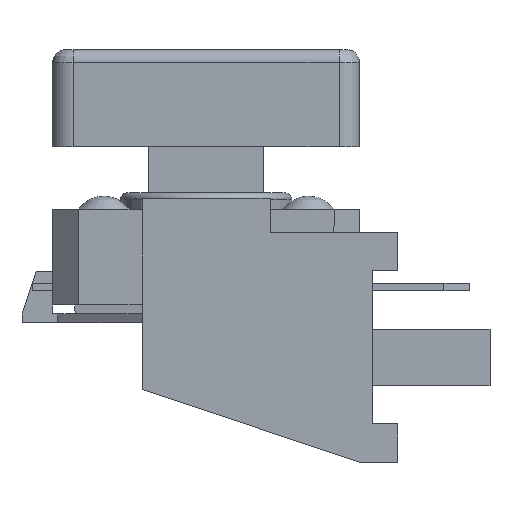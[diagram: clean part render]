
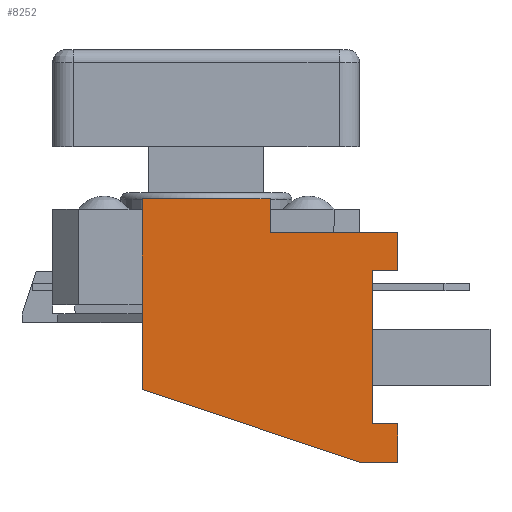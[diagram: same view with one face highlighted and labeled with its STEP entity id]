
A CAD part, front view. The second image highlights one B-rep face of the part: STEP entity #8252.
In plain terms, the highlighted planar face has unit normal (0, -1, 0).
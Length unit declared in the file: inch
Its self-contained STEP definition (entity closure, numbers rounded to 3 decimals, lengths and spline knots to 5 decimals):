
#7259=CARTESIAN_POINT('',(0.25591,-0.25787,0.11722));
#7260=VERTEX_POINT('',#7259);
#7267=CARTESIAN_POINT('',(0.25591,-0.25787,-0.119));
#7268=VERTEX_POINT('',#7267);
#7269=CARTESIAN_POINT('',(0.25591,-0.25787,-0.119));
#7270=DIRECTION('',(0.0,0.0,1.0));
#7271=VECTOR('',#7270,0.23622);
#7272=LINE('',#7269,#7271);
#7273=EDGE_CURVE('',#7268,#7260,#7272,.T.);
#7592=CARTESIAN_POINT('',(-0.09843,-0.25787,-0.06585));
#7593=VERTEX_POINT('',#7592);
#7600=CARTESIAN_POINT('',(-0.09843,-0.25787,0.22746));
#7601=VERTEX_POINT('',#7600);
#7602=CARTESIAN_POINT('',(-0.09843,-0.25787,0.22746));
#7603=DIRECTION('',(0.0,0.0,-1.0));
#7604=VECTOR('',#7603,0.29331);
#7605=LINE('',#7602,#7604);
#7606=EDGE_CURVE('',#7601,#7593,#7605,.T.);
#7683=CARTESIAN_POINT('',(0.09843,-0.25787,0.22746));
#7684=VERTEX_POINT('',#7683);
#7700=CARTESIAN_POINT('',(-0.09843,-0.25787,0.22746));
#7701=DIRECTION('',(1.0,0.0,0.0));
#7702=VECTOR('',#7701,0.19685);
#7703=LINE('',#7700,#7702);
#7704=EDGE_CURVE('',#7601,#7684,#7703,.T.);
#7731=CARTESIAN_POINT('',(0.09843,-0.25787,0.17628));
#7732=VERTEX_POINT('',#7731);
#7733=CARTESIAN_POINT('',(0.09843,-0.25787,0.17628));
#7734=DIRECTION('',(0.0,0.0,1.0));
#7735=VECTOR('',#7734,0.05118);
#7736=LINE('',#7733,#7735);
#7737=EDGE_CURVE('',#7732,#7684,#7736,.T.);
#8138=CARTESIAN_POINT('',(0.29528,-0.25787,-0.119));
#8139=VERTEX_POINT('',#8138);
#8140=CARTESIAN_POINT('',(0.29528,-0.25787,-0.119));
#8141=DIRECTION('',(-1.0,0.0,0.0));
#8142=VECTOR('',#8141,0.03937);
#8143=LINE('',#8140,#8142);
#8144=EDGE_CURVE('',#8139,#7268,#8143,.T.);
#8184=CARTESIAN_POINT('',(0.29528,-0.25787,0.11722));
#8185=VERTEX_POINT('',#8184);
#8186=CARTESIAN_POINT('',(0.25591,-0.25787,0.11722));
#8187=DIRECTION('',(1.0,0.0,0.0));
#8188=VECTOR('',#8187,0.03937);
#8189=LINE('',#8186,#8188);
#8190=EDGE_CURVE('',#7260,#8185,#8189,.T.);
#8203=CARTESIAN_POINT('',(0.31496,-0.25787,0.24773));
#8204=DIRECTION('',(0.0,-1.0,0.0));
#8205=DIRECTION('',(0.0,0.0,-1.0));
#8206=AXIS2_PLACEMENT_3D('',#8203,#8204,#8205);
#8207=PLANE('',#8206);
#8208=ORIENTED_EDGE('',*,*,#8144,.T.);
#8209=ORIENTED_EDGE('',*,*,#7273,.T.);
#8210=ORIENTED_EDGE('',*,*,#8190,.T.);
#8211=CARTESIAN_POINT('',(0.29528,-0.25787,0.17628));
#8212=VERTEX_POINT('',#8211);
#8213=CARTESIAN_POINT('',(0.29528,-0.25787,0.17628));
#8214=DIRECTION('',(0.0,0.0,-1.0));
#8215=VECTOR('',#8214,0.05906);
#8216=LINE('',#8213,#8215);
#8217=EDGE_CURVE('',#8212,#8185,#8216,.T.);
#8218=ORIENTED_EDGE('',*,*,#8217,.F.);
#8219=CARTESIAN_POINT('',(0.29528,-0.25787,0.17628));
#8220=DIRECTION('',(-1.0,0.0,0.0));
#8221=VECTOR('',#8220,0.19685);
#8222=LINE('',#8219,#8221);
#8223=EDGE_CURVE('',#8212,#7732,#8222,.T.);
#8224=ORIENTED_EDGE('',*,*,#8223,.T.);
#8225=ORIENTED_EDGE('',*,*,#7737,.T.);
#8226=ORIENTED_EDGE('',*,*,#7704,.F.);
#8227=ORIENTED_EDGE('',*,*,#7606,.T.);
#8228=CARTESIAN_POINT('',(0.23622,-0.25787,-0.17805));
#8229=VERTEX_POINT('',#8228);
#8230=CARTESIAN_POINT('',(-0.09843,-0.25787,-0.06585));
#8231=DIRECTION('',(0.948,0.,-0.318));
#8232=VECTOR('',#8231,0.35296);
#8233=LINE('',#8230,#8232);
#8234=EDGE_CURVE('',#7593,#8229,#8233,.T.);
#8235=ORIENTED_EDGE('',*,*,#8234,.T.);
#8236=CARTESIAN_POINT('',(0.29528,-0.25787,-0.17805));
#8237=VERTEX_POINT('',#8236);
#8238=CARTESIAN_POINT('',(0.29528,-0.25787,-0.17805));
#8239=DIRECTION('',(-1.0,0.0,0.0));
#8240=VECTOR('',#8239,0.05906);
#8241=LINE('',#8238,#8240);
#8242=EDGE_CURVE('',#8237,#8229,#8241,.T.);
#8243=ORIENTED_EDGE('',*,*,#8242,.F.);
#8244=CARTESIAN_POINT('',(0.29528,-0.25787,-0.119));
#8245=DIRECTION('',(0.0,0.0,-1.0));
#8246=VECTOR('',#8245,0.05906);
#8247=LINE('',#8244,#8246);
#8248=EDGE_CURVE('',#8139,#8237,#8247,.T.);
#8249=ORIENTED_EDGE('',*,*,#8248,.F.);
#8250=EDGE_LOOP('',(#8208,#8209,#8210,#8218,#8224,#8225,#8226,#8227,#8235,#8243,#8249));
#8251=FACE_OUTER_BOUND('',#8250,.T.);
#8252=ADVANCED_FACE('',(#8251),#8207,.T.);
